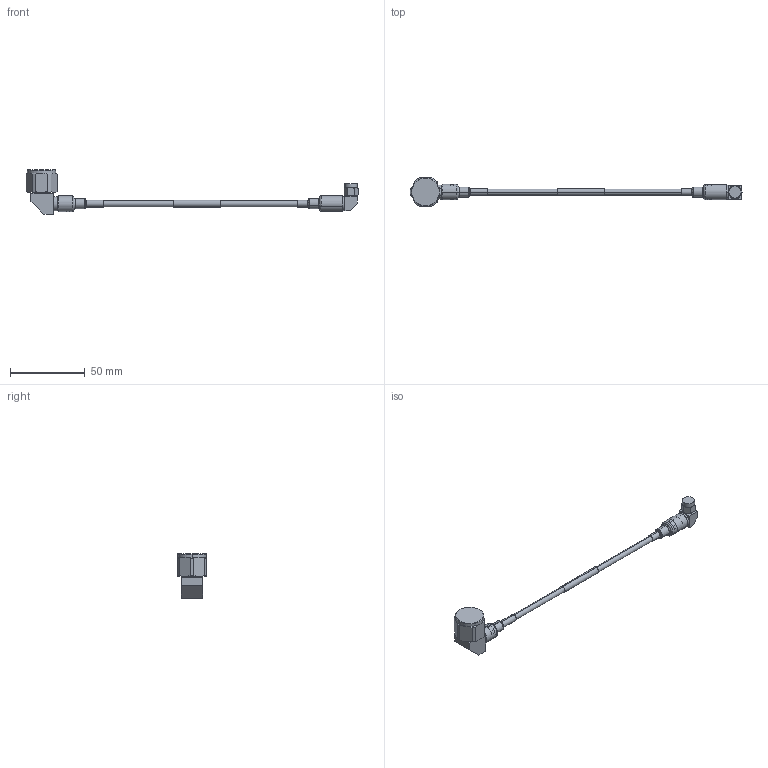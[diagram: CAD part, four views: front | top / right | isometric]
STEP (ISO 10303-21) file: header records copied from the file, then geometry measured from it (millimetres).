
FILE_DESCRIPTION (( 'STEP AP214' ), '1' );
FILE_NAME ('FMCA1721_3D.step', '2025-12-29T19:51:50', ( '' ), ( '' ), 'SwSTEP 2.0', 'SolidWorks 2025', '' );
FILE_SCHEMA (( 'AUTOMOTIVE_DESIGN' ));
Length unit declared in the file: inch
Products named in the file (7): FMCA1721_3D; FMCN1473; LL160; FMCN1473-MA1; FMCN1467; Copy of PE3C5241-MA2^FMCA1721; FMCN1467-MA1
Assembly tree (6 placements, depth 2):
  FMCA1721_3D
    LL160
    FMCN1473
    FMCN1467
    Copy of PE3C5241-MA2^FMCA1721
    FMCN1473-MA1
    FMCN1467-MA1
Bounding box: 222.76 x 19.05 x 29.92 mm (x, y, z)
Volume: 13328.2 mm3; surface area: 10366.4 mm2
Topology: 6 solids, 6 shells, 209 faces, 464 edges, 282 vertices
Faces by surface type: cylinder 75, plane 63, cone 41, torus 30
Entity records: 6310 total; most frequent: CARTESIAN_POINT 1386, DIRECTION 1066, ORIENTED_EDGE 928, EDGE_CURVE 464, AXIS2_PLACEMENT_3D 462, VERTEX_POINT 282, CIRCLE 244, EDGE_LOOP 230
